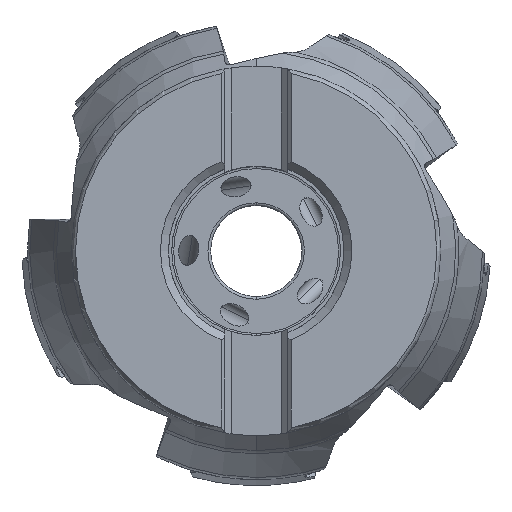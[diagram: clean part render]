
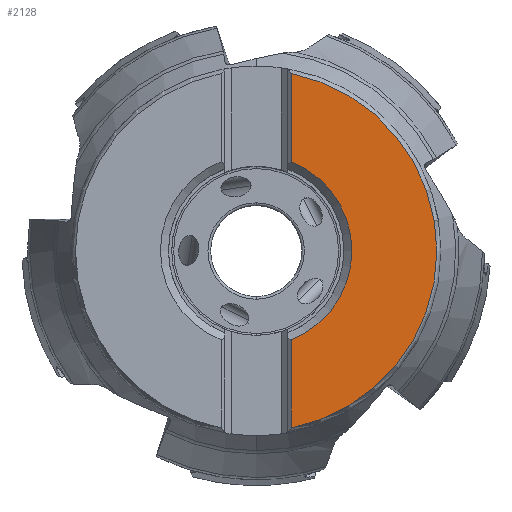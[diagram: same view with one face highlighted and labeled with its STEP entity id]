
A CAD part, top view. The second image highlights one B-rep face of the part: STEP entity #2128.
In plain terms, the highlighted planar face has unit normal (0, 0, 1).
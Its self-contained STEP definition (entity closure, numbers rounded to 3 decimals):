
#198=PLANE('',#13201);
#842=LINE('',#20043,#1405);
#843=LINE('',#20047,#1406);
#1405=VECTOR('',#15044,1.);
#1406=VECTOR('',#15047,1.);
#2128=ADVANCED_FACE('',(#2876),#198,.F.);
#2876=FACE_OUTER_BOUND('',#3560,.T.);
#3560=EDGE_LOOP('',(#5544,#5545,#5546,#5547,#5548));
#5544=ORIENTED_EDGE('',*,*,#10549,.F.);
#5545=ORIENTED_EDGE('',*,*,#10548,.F.);
#5546=ORIENTED_EDGE('',*,*,#10550,.T.);
#5547=ORIENTED_EDGE('',*,*,#10551,.F.);
#5548=ORIENTED_EDGE('',*,*,#10552,.T.);
#9117=VERTEX_POINT('',#20012);
#9120=VERTEX_POINT('',#20038);
#9121=VERTEX_POINT('',#20040);
#9122=VERTEX_POINT('',#20044);
#9123=VERTEX_POINT('',#20046);
#10548=EDGE_CURVE('',#9120,#9121,#12250,.T.);
#10549=EDGE_CURVE('',#9121,#9117,#12251,.T.);
#10550=EDGE_CURVE('',#9120,#9122,#842,.T.);
#10551=EDGE_CURVE('',#9123,#9122,#12252,.T.);
#10552=EDGE_CURVE('',#9123,#9117,#843,.T.);
#12250=CIRCLE('',#13197,27.18);
#12251=CIRCLE('',#13198,27.18);
#12252=CIRCLE('',#13200,14.4);
#13197=AXIS2_PLACEMENT_3D('',#20039,#15038,#15039);
#13198=AXIS2_PLACEMENT_3D('',#20041,#15040,#15041);
#13200=AXIS2_PLACEMENT_3D('',#20045,#15045,#15046);
#13201=AXIS2_PLACEMENT_3D('',#20048,#15048,#15049);
#15038=DIRECTION('',(0.,0.,-1.));
#15039=DIRECTION('',(0.194,0.981,0.));
#15040=DIRECTION('',(0.,0.,-1.));
#15041=DIRECTION('',(1.,-0.002,0.));
#15044=DIRECTION('',(0.,-1.,0.));
#15045=DIRECTION('',(0.,0.,1.));
#15046=DIRECTION('',(0.365,-0.931,0.));
#15047=DIRECTION('',(0.,-1.,0.));
#15048=DIRECTION('',(0.,0.,-1.));
#15049=DIRECTION('',(0.,1.,0.));
#20012=CARTESIAN_POINT('',(5.262,-26.666,0.));
#20038=CARTESIAN_POINT('',(5.262,26.666,0.));
#20039=CARTESIAN_POINT('',(0.,0.,0.));
#20040=CARTESIAN_POINT('',(27.18,-0.06,0.));
#20041=CARTESIAN_POINT('',(0.,0.,0.));
#20043=CARTESIAN_POINT('',(5.263,26.666,0.));
#20044=CARTESIAN_POINT('',(5.263,13.404,0.));
#20045=CARTESIAN_POINT('',(0.,0.,0.));
#20046=CARTESIAN_POINT('',(5.263,-13.404,0.));
#20047=CARTESIAN_POINT('',(5.263,-13.404,0.));
#20048=CARTESIAN_POINT('',(60.,48.,0.));
